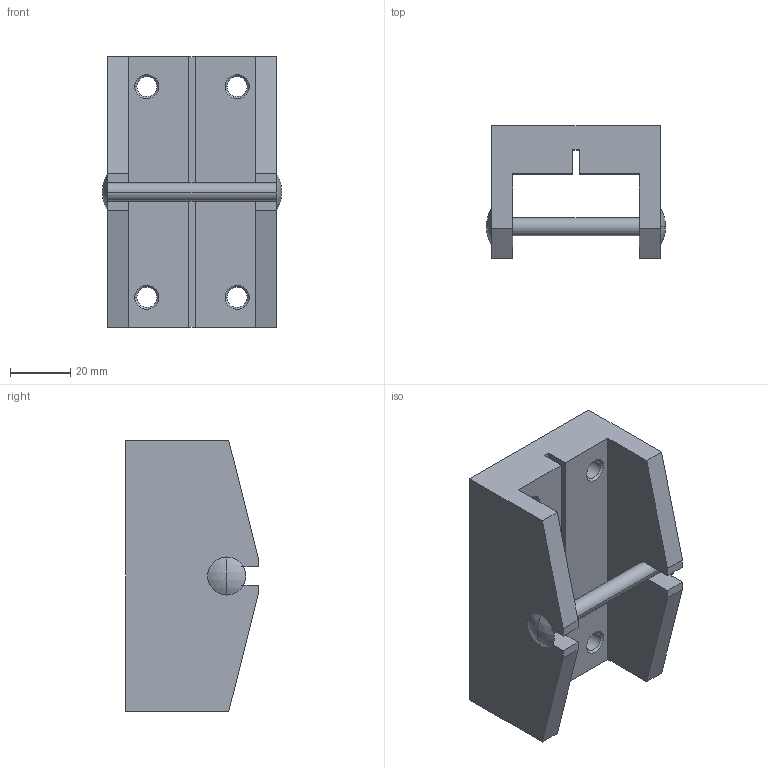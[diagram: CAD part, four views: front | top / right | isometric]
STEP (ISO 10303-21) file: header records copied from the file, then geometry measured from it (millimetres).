
FILE_DESCRIPTION(('STEP AP214'),'1');
FILE_NAME('plaque_1505-0001.stp','2016-12-05T14:29:30',('TraceParts'),('TraceParts S.A.'),'Spatial InterOp 3D',' ',' ');
FILE_SCHEMA(('automotive_design'));
Length unit declared in the file: millimetre
Products named in the file (2): plaque_1505-0001_1; plaque_1505-0001_2
Bounding box: 59.52 x 44 x 90 mm (x, y, z)
Volume: 106590.5 mm3; surface area: 29683.7 mm2
Topology: 2 solids, 2 shells, 130 faces, 314 edges, 206 vertices
Faces by surface type: plane 66, cylinder 36, cone 16, torus 8, sphere 4
Entity records: 3868 total; most frequent: DIRECTION 702, CARTESIAN_POINT 652, ORIENTED_EDGE 628, EDGE_CURVE 314, AXIS2_PLACEMENT_3D 256, VERTEX_POINT 206, LINE 190, VECTOR 190
